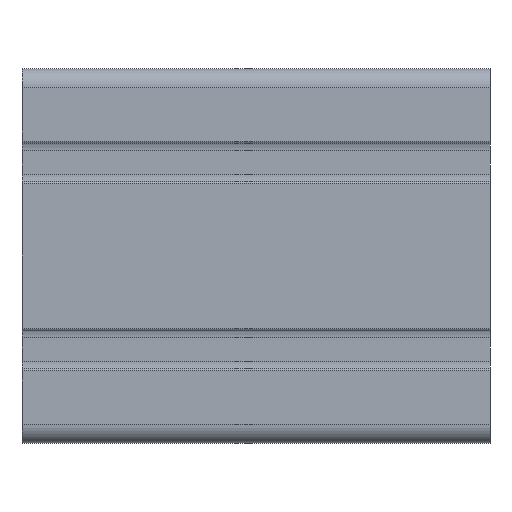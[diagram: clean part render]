
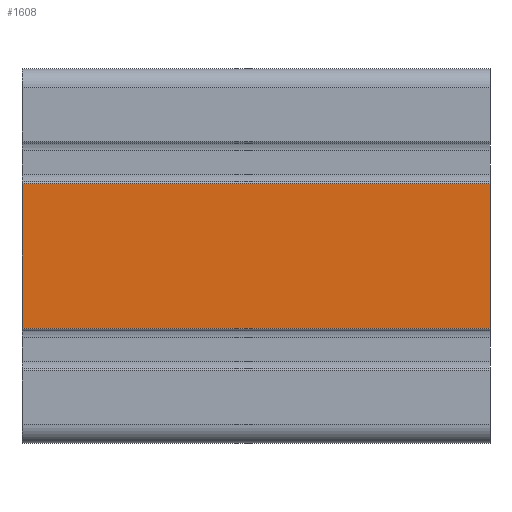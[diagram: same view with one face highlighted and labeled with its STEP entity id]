
A CAD part, front view. The second image highlights one B-rep face of the part: STEP entity #1608.
In plain terms, the highlighted planar face has unit normal (0, -1, 0).
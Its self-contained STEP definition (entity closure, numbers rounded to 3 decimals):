
#254 = CARTESIAN_POINT ( 'NONE',  ( -40.816, -25.102, 15.45 ) ) ;
#328 = CARTESIAN_POINT ( 'NONE',  ( -40.816, -25.102, -15.45 ) ) ;
#506 = DIRECTION ( 'NONE',  ( 0., 0., 1. ) ) ;
#551 = EDGE_CURVE ( 'NONE', #5911, #1862, #8616, .T. ) ;
#820 = VECTOR ( 'NONE', #2128, 1000. ) ;
#872 = DIRECTION ( 'NONE',  ( -1., 0., 0. ) ) ;
#1072 = EDGE_CURVE ( 'NONE', #6290, #3630, #6643, .T. ) ;
#1186 = CARTESIAN_POINT ( 'NONE',  ( -40.816, -25.102, 15.45 ) ) ;
#1498 = CARTESIAN_POINT ( 'NONE',  ( 59.184, -25.102, 15.45 ) ) ;
#1608 = ADVANCED_FACE ( 'NONE', ( #4538 ), #9348, .F. ) ;
#1862 = VERTEX_POINT ( 'NONE', #4390 ) ;
#2128 = DIRECTION ( 'NONE',  ( 0., 0., -1. ) ) ;
#2318 = LINE ( 'NONE', #9310, #10336 ) ;
#2676 = ORIENTED_EDGE ( 'NONE', *, *, #551, .F. ) ;
#3273 = EDGE_CURVE ( 'NONE', #5911, #6290, #8779, .T. ) ;
#3450 = DIRECTION ( 'NONE',  ( -1., 0., 0. ) ) ;
#3491 = CARTESIAN_POINT ( 'NONE',  ( 59.184, -25.102, 15.45 ) ) ;
#3630 = VERTEX_POINT ( 'NONE', #328 ) ;
#3705 = DIRECTION ( 'NONE',  ( 0., 1., 0. ) ) ;
#4390 = CARTESIAN_POINT ( 'NONE',  ( 59.184, -25.102, -15.45 ) ) ;
#4392 = CARTESIAN_POINT ( 'NONE',  ( 59.184, -25.102, 15.45 ) ) ;
#4538 = FACE_OUTER_BOUND ( 'NONE', #10252, .T. ) ;
#5379 = CARTESIAN_POINT ( 'NONE',  ( 59.184, -25.102, 15.45 ) ) ;
#5911 = VERTEX_POINT ( 'NONE', #5379 ) ;
#6237 = AXIS2_PLACEMENT_3D ( 'NONE', #4392, #3705, #506 ) ;
#6290 = VERTEX_POINT ( 'NONE', #254 ) ;
#6414 = VECTOR ( 'NONE', #9214, 1000. ) ;
#6643 = LINE ( 'NONE', #1186, #820 ) ;
#8334 = ORIENTED_EDGE ( 'NONE', *, *, #3273, .T. ) ;
#8616 = LINE ( 'NONE', #3491, #6414 ) ;
#8779 = LINE ( 'NONE', #1498, #10596 ) ;
#9214 = DIRECTION ( 'NONE',  ( 0., 0., -1. ) ) ;
#9310 = CARTESIAN_POINT ( 'NONE',  ( 59.184, -25.102, -15.45 ) ) ;
#9348 = PLANE ( 'NONE',  #6237 ) ;
#9457 = ORIENTED_EDGE ( 'NONE', *, *, #1072, .T. ) ;
#9844 = EDGE_CURVE ( 'NONE', #1862, #3630, #2318, .T. ) ;
#10252 = EDGE_LOOP ( 'NONE', ( #9457, #10714, #2676, #8334 ) ) ;
#10336 = VECTOR ( 'NONE', #3450, 1000. ) ;
#10596 = VECTOR ( 'NONE', #872, 1000. ) ;
#10714 = ORIENTED_EDGE ( 'NONE', *, *, #9844, .F. ) ;
